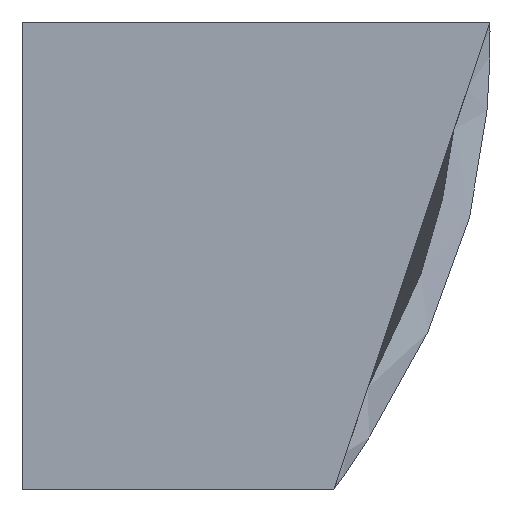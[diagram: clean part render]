
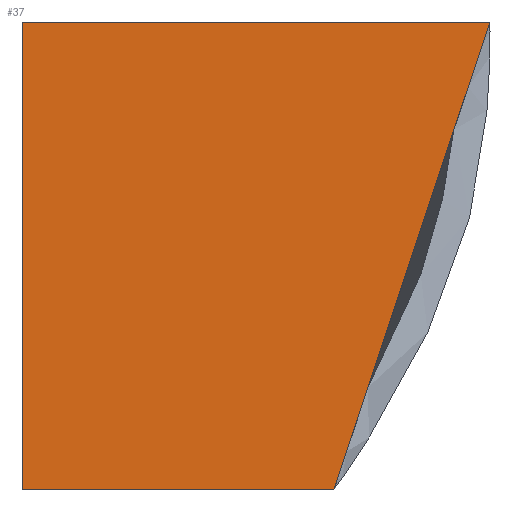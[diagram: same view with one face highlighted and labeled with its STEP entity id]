
A CAD part, left-side view. The second image highlights one B-rep face of the part: STEP entity #37.
In plain terms, the highlighted free-form (B-spline) face has degree [1, 1] with [2, 2] control points.
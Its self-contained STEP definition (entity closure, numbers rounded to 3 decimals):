
#37=ADVANCED_FACE('',(#50),#427,.T.);
#50=FACE_OUTER_BOUND('',#65,.T.);
#65=EDGE_LOOP('',(#119,#120,#121,#122));
#119=ORIENTED_EDGE('',*,*,#297,.F.);
#120=ORIENTED_EDGE('',*,*,#304,.F.);
#121=ORIENTED_EDGE('',*,*,#302,.F.);
#122=ORIENTED_EDGE('',*,*,#305,.F.);
#153=PCURVE('',#423,#213);
#163=PCURVE('',#424,#223);
#172=PCURVE('',#425,#232);
#176=PCURVE('',#426,#236);
#179=PCURVE('',#427,#239);
#180=PCURVE('',#427,#240);
#181=PCURVE('',#427,#241);
#182=PCURVE('',#427,#242);
#213=DEFINITIONAL_REPRESENTATION('',(#354),#836);
#223=DEFINITIONAL_REPRESENTATION('',(#369),#836);
#232=DEFINITIONAL_REPRESENTATION('',(#380),#836);
#236=DEFINITIONAL_REPRESENTATION('',(#385),#836);
#239=DEFINITIONAL_REPRESENTATION('',(#389),#836);
#240=DEFINITIONAL_REPRESENTATION('',(#390),#836);
#241=DEFINITIONAL_REPRESENTATION('',(#391),#836);
#242=DEFINITIONAL_REPRESENTATION('',(#392),#836);
#267=SURFACE_CURVE('',#353,(#153,#179),.PCURVE_S1.);
#272=SURFACE_CURVE('',#368,(#163,#181),.PCURVE_S1.);
#274=SURFACE_CURVE('',#379,(#172,#180),.PCURVE_S1.);
#275=SURFACE_CURVE('',#384,(#176,#182),.PCURVE_S1.);
#297=EDGE_CURVE('',#408,#410,#267,.T.);
#302=EDGE_CURVE('',#413,#411,#272,.T.);
#304=EDGE_CURVE('',#411,#408,#274,.T.);
#305=EDGE_CURVE('',#410,#413,#275,.T.);
#353=B_SPLINE_CURVE_WITH_KNOTS('',1,(#708,#709),.UNSPECIFIED.,.F.,.F.,(2,
2),(-590.,-515.),.UNSPECIFIED.);
#354=B_SPLINE_CURVE_WITH_KNOTS('',1,(#710,#711),.UNSPECIFIED.,.F.,.F.,(2,
2),(-590.,-515.),.UNSPECIFIED.);
#368=B_SPLINE_CURVE_WITH_KNOTS('',1,(#742,#743),.UNSPECIFIED.,.F.,.F.,(2,
2),(515.,590.),.UNSPECIFIED.);
#369=B_SPLINE_CURVE_WITH_KNOTS('',1,(#744,#745),.UNSPECIFIED.,.F.,.F.,(2,
2),(515.,590.),.UNSPECIFIED.);
#379=B_SPLINE_CURVE_WITH_KNOTS('',1,(#786,#787),.UNSPECIFIED.,.F.,.F.,(2,
2),(-75.,0.),.UNSPECIFIED.);
#380=B_SPLINE_CURVE_WITH_KNOTS('',1,(#788,#789),.UNSPECIFIED.,.F.,.F.,(2,
2),(-75.,0.),.UNSPECIFIED.);
#384=B_SPLINE_CURVE_WITH_KNOTS('',1,(#807,#808),.UNSPECIFIED.,.F.,.F.,(2,
2),(0.,75.),.UNSPECIFIED.);
#385=B_SPLINE_CURVE_WITH_KNOTS('',1,(#809,#810),.UNSPECIFIED.,.F.,.F.,(2,
2),(0.,75.),.UNSPECIFIED.);
#389=B_SPLINE_CURVE_WITH_KNOTS('',1,(#817,#818),.UNSPECIFIED.,.F.,.F.,(2,
2),(-590.,-515.),.UNSPECIFIED.);
#390=B_SPLINE_CURVE_WITH_KNOTS('',1,(#819,#820),.UNSPECIFIED.,.F.,.F.,(2,
2),(-75.,0.),.UNSPECIFIED.);
#391=B_SPLINE_CURVE_WITH_KNOTS('',1,(#821,#822),.UNSPECIFIED.,.F.,.F.,(2,
2),(515.,590.),.UNSPECIFIED.);
#392=B_SPLINE_CURVE_WITH_KNOTS('',1,(#823,#824),.UNSPECIFIED.,.F.,.F.,(2,
2),(0.,75.),.UNSPECIFIED.);
#408=VERTEX_POINT('',#536);
#410=VERTEX_POINT('',#538);
#411=VERTEX_POINT('',#539);
#413=VERTEX_POINT('',#541);
#423=B_SPLINE_SURFACE_WITH_KNOTS('',1,1,((#501,#502),(#503,#504)),
 .UNSPECIFIED.,.F.,.F.,.F.,(2,2),(2,2),(-25.,25.),(-245.,110.),
 .UNSPECIFIED.);
#424=B_SPLINE_SURFACE_WITH_KNOTS('',1,1,((#505,#506),(#507,#508)),
 .UNSPECIFIED.,.F.,.F.,.F.,(2,2),(2,2),(-245.,110.),(-37.5,37.5),
 .UNSPECIFIED.);
#425=B_SPLINE_SURFACE_WITH_KNOTS('',1,1,((#509,#510),(#511,#512)),
 .UNSPECIFIED.,.F.,.F.,.F.,(2,2),(2,2),(-245.,110.),(-39.528,
39.528),.UNSPECIFIED.);
#426=B_SPLINE_SURFACE_WITH_KNOTS('',1,1,((#513,#514),(#515,#516)),
 .UNSPECIFIED.,.F.,.F.,.F.,(2,2),(2,2),(-110.,245.),(-37.5,37.5),
 .UNSPECIFIED.);
#427=B_SPLINE_SURFACE_WITH_KNOTS('',1,1,((#517,#518),(#519,#520)),
 .UNSPECIFIED.,.F.,.F.,.F.,(2,2),(2,2),(-75.,0.),(515.,590.),
 .UNSPECIFIED.);
#501=CARTESIAN_POINT('',(-468.853,330.,1631.89));
#502=CARTESIAN_POINT('',(-113.853,330.,1631.89));
#503=CARTESIAN_POINT('',(-468.853,380.,1631.89));
#504=CARTESIAN_POINT('',(-113.853,380.,1631.89));
#505=CARTESIAN_POINT('',(-468.853,305.,1706.89));
#506=CARTESIAN_POINT('',(-468.853,380.,1706.89));
#507=CARTESIAN_POINT('',(-113.853,305.,1706.89));
#508=CARTESIAN_POINT('',(-113.853,380.,1706.89));
#509=CARTESIAN_POINT('',(-468.853,330.,1631.89));
#510=CARTESIAN_POINT('',(-468.853,305.,1706.89));
#511=CARTESIAN_POINT('',(-113.853,330.,1631.89));
#512=CARTESIAN_POINT('',(-113.853,305.,1706.89));
#513=CARTESIAN_POINT('',(-113.853,380.,1631.89));
#514=CARTESIAN_POINT('',(-113.853,380.,1706.89));
#515=CARTESIAN_POINT('',(-468.853,380.,1631.89));
#516=CARTESIAN_POINT('',(-468.853,380.,1706.89));
#517=CARTESIAN_POINT('',(-468.853,380.,1706.89));
#518=CARTESIAN_POINT('',(-468.853,305.,1706.89));
#519=CARTESIAN_POINT('',(-468.853,380.,1631.89));
#520=CARTESIAN_POINT('',(-468.853,330.,1631.89));
#536=CARTESIAN_POINT('',(-468.853,330.,1631.89));
#538=CARTESIAN_POINT('',(-468.853,380.,1631.89));
#539=CARTESIAN_POINT('',(-468.853,305.,1706.89));
#541=CARTESIAN_POINT('',(-468.853,380.,1706.89));
#708=CARTESIAN_POINT('',(-468.853,330.,1631.89));
#709=CARTESIAN_POINT('',(-468.853,380.,1631.89));
#710=CARTESIAN_POINT('',(-25.,-245.));
#711=CARTESIAN_POINT('',(25.,-245.));
#742=CARTESIAN_POINT('',(-468.853,380.,1706.89));
#743=CARTESIAN_POINT('',(-468.853,305.,1706.89));
#744=CARTESIAN_POINT('',(-245.,37.5));
#745=CARTESIAN_POINT('',(-245.,-37.5));
#786=CARTESIAN_POINT('',(-468.853,305.,1706.89));
#787=CARTESIAN_POINT('',(-468.853,330.,1631.89));
#788=CARTESIAN_POINT('',(-245.,39.528));
#789=CARTESIAN_POINT('',(-245.,-39.528));
#807=CARTESIAN_POINT('',(-468.853,380.,1631.89));
#808=CARTESIAN_POINT('',(-468.853,380.,1706.89));
#809=CARTESIAN_POINT('',(245.,-37.5));
#810=CARTESIAN_POINT('',(245.,37.5));
#817=CARTESIAN_POINT('',(0.,590.));
#818=CARTESIAN_POINT('',(0.,515.));
#819=CARTESIAN_POINT('',(-75.,590.));
#820=CARTESIAN_POINT('',(0.,590.));
#821=CARTESIAN_POINT('',(-75.,515.));
#822=CARTESIAN_POINT('',(-75.,590.));
#823=CARTESIAN_POINT('',(0.,515.));
#824=CARTESIAN_POINT('',(-75.,515.));
#836=(
GEOMETRIC_REPRESENTATION_CONTEXT(2)
PARAMETRIC_REPRESENTATION_CONTEXT()
REPRESENTATION_CONTEXT('pspace','')
);
